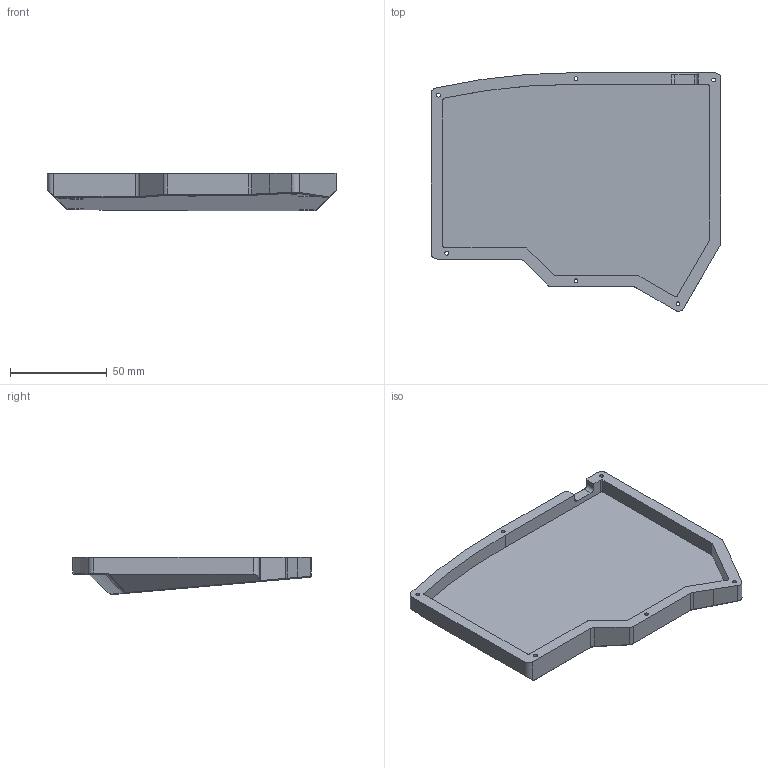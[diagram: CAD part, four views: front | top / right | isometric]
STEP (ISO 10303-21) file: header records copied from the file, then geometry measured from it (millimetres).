
FILE_DESCRIPTION(/* description */ (''),/* implementation_level */ '2;1');
FILE_NAME(/* name */ 'bottom.step',/* time_stamp */ '2021-01-29T20:44:30-06:00',/* author */ (''),/* organization */ (''),/* preprocessor_version */ 'ST-DEVELOPER v18.1',/* originating_system */ 'Autodesk Translation Framework v9.7.1.1290',/* authorisation */ '');
FILE_SCHEMA (('AUTOMOTIVE_DESIGN { 1 0 10303 214 3 1 1 }'));
Length unit declared in the file: millimetre
Products named in the file (1): Case gasket-mount
Bounding box: 149.7 x 123.27 x 19.22 mm (x, y, z)
Volume: 127649.4 mm3; surface area: 41085.3 mm2
Topology: 1 solids, 1 shells, 107 faces, 266 edges, 171 vertices
Faces by surface type: plane 53, cylinder 37, bspline 12, cone 5
Full cylindrical faces by diameter (mm): 2 x6, 4.25 x6, 8 x4
Entity records: 3494 total; most frequent: CARTESIAN_POINT 858, ORIENTED_EDGE 532, DIRECTION 507, EDGE_CURVE 266, AXIS2_PLACEMENT_3D 174, VERTEX_POINT 171, LINE 159, VECTOR 159
